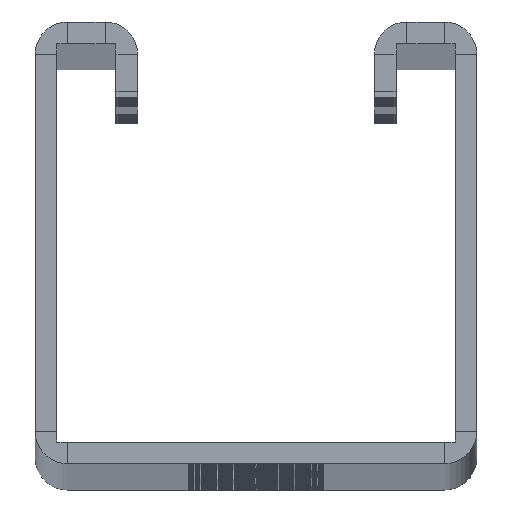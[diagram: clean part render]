
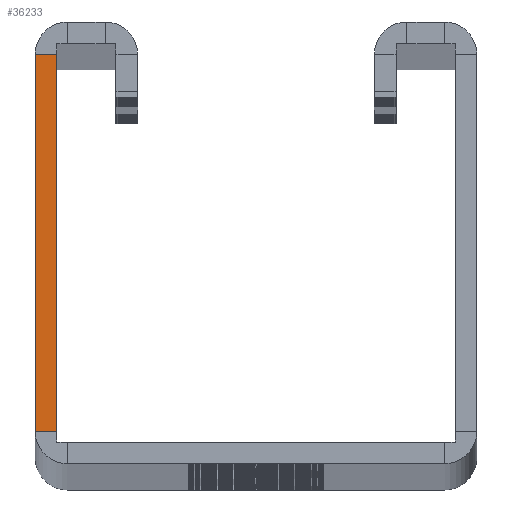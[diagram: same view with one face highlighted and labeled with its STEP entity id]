
A CAD part, top view. The second image highlights one B-rep face of the part: STEP entity #36233.
In plain terms, the highlighted planar face has unit normal (0, 0, 1).
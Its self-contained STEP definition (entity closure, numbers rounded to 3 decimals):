
#1396 = LINE ( 'NONE', #37528, #3008 ) ;
#3008 = VECTOR ( 'NONE', #62661, 1000. ) ;
#3288 = DIRECTION ( 'NONE',  ( -1., 0., 0. ) ) ;
#5030 = LINE ( 'NONE', #23326, #19328 ) ;
#6189 = ORIENTED_EDGE ( 'NONE', *, *, #16431, .T. ) ;
#6522 = ORIENTED_EDGE ( 'NONE', *, *, #10767, .T. ) ;
#10767 = EDGE_CURVE ( 'NONE', #63286, #14432, #5030, .T. ) ;
#10964 = VERTEX_POINT ( 'NONE', #20817 ) ;
#11748 = ORIENTED_EDGE ( 'NONE', *, *, #53160, .F. ) ;
#13067 = ORIENTED_EDGE ( 'NONE', *, *, #60813, .T. ) ;
#14432 = VERTEX_POINT ( 'NONE', #43829 ) ;
#15931 = VECTOR ( 'NONE', #62159, 1000. ) ;
#16431 = EDGE_CURVE ( 'NONE', #65804, #10964, #1396, .T. ) ;
#19328 = VECTOR ( 'NONE', #3288, 1000. ) ;
#19411 = LINE ( 'NONE', #58170, #32104 ) ;
#20817 = CARTESIAN_POINT ( 'NONE',  ( -18.5, 3., 0. ) ) ;
#23326 = CARTESIAN_POINT ( 'NONE',  ( -18.5, 38., 0. ) ) ;
#25356 = DIRECTION ( 'NONE',  ( 1., 0., 0. ) ) ;
#27692 = DIRECTION ( 'NONE',  ( 0., 1., 0. ) ) ;
#27733 = CARTESIAN_POINT ( 'NONE',  ( -18.5, 38., 0. ) ) ;
#30011 = CARTESIAN_POINT ( 'NONE',  ( -20.5, 3., 0. ) ) ;
#30468 = PLANE ( 'NONE',  #41920 ) ;
#32104 = VECTOR ( 'NONE', #27692, 1000. ) ;
#36233 = ADVANCED_FACE ( 'NONE', ( #54617 ), #30468, .T. ) ;
#37528 = CARTESIAN_POINT ( 'NONE',  ( -20.5, 3., 0. ) ) ;
#40888 = DIRECTION ( 'NONE',  ( 0., 0., 1. ) ) ;
#41920 = AXIS2_PLACEMENT_3D ( 'NONE', #45763, #40888, #25356 ) ;
#43829 = CARTESIAN_POINT ( 'NONE',  ( -20.5, 38., 0. ) ) ;
#45763 = CARTESIAN_POINT ( 'NONE',  ( -17.5, 2., 0. ) ) ;
#45935 = CARTESIAN_POINT ( 'NONE',  ( -20.5, 0., 0. ) ) ;
#53160 = EDGE_CURVE ( 'NONE', #65804, #14432, #54917, .T. ) ;
#54617 = FACE_OUTER_BOUND ( 'NONE', #58814, .T. ) ;
#54917 = LINE ( 'NONE', #45935, #15931 ) ;
#58170 = CARTESIAN_POINT ( 'NONE',  ( -18.5, 0., 0. ) ) ;
#58814 = EDGE_LOOP ( 'NONE', ( #11748, #6189, #13067, #6522 ) ) ;
#60813 = EDGE_CURVE ( 'NONE', #10964, #63286, #19411, .T. ) ;
#62159 = DIRECTION ( 'NONE',  ( 0., 1., 0. ) ) ;
#62661 = DIRECTION ( 'NONE',  ( 1., 0., 0. ) ) ;
#63286 = VERTEX_POINT ( 'NONE', #27733 ) ;
#65804 = VERTEX_POINT ( 'NONE', #30011 ) ;
